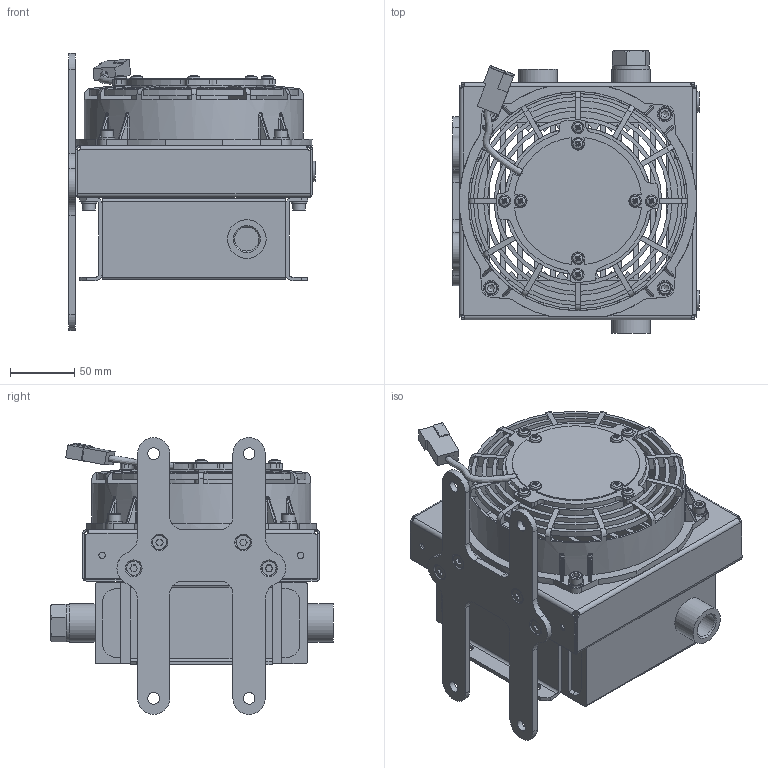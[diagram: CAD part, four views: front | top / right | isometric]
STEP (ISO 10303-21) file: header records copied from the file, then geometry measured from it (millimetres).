
FILE_DESCRIPTION((''),'2;1');
FILE_NAME('LDC-002.stp','2012-10-17T16:14:47',('sjofr'),(''),'Autodesk Inventor 2011','Autodesk Inventor 2011','');
FILE_SCHEMA(('AUTOMOTIVE_DESIGN { 1 0 10303 214 1 1 1 1 }'));
Length unit declared in the file: millimetre
Products named in the file (1): 01-ENG-013064
Bounding box: 191 x 219.5 x 215 mm (x, y, z)
Volume: 1058569.2 mm3; surface area: 565905.5 mm2
Topology: 3 solids, 17 shells, 2049 faces, 5401 edges, 3429 vertices
Faces by surface type: plane 873, cylinder 632, cone 321, torus 134, bspline 57, sphere 32
Full cylindrical faces by diameter (mm): 4.567 x8, 5 x10, 5.4 x4, 6 x32, 6.4 x8, 6.5 x4, 7.6 x12, 8 x10, 8.5 x2, 9 x4, 9.6 x24, 10 x8, 10.5 x4, 12 x9, 18.631 x4, 21 x2, 23 x3, 28.5 x1, 30 x3, 167 x1, 170 x1
Entity records: 67690 total; most frequent: CARTESIAN_POINT 16940, DIRECTION 10125, ORIENTED_EDGE 10046, EDGE_CURVE 5023, AXIS2_PLACEMENT_3D 3910, VERTEX_POINT 3348, EDGE_LOOP 2668, VECTOR 2305
